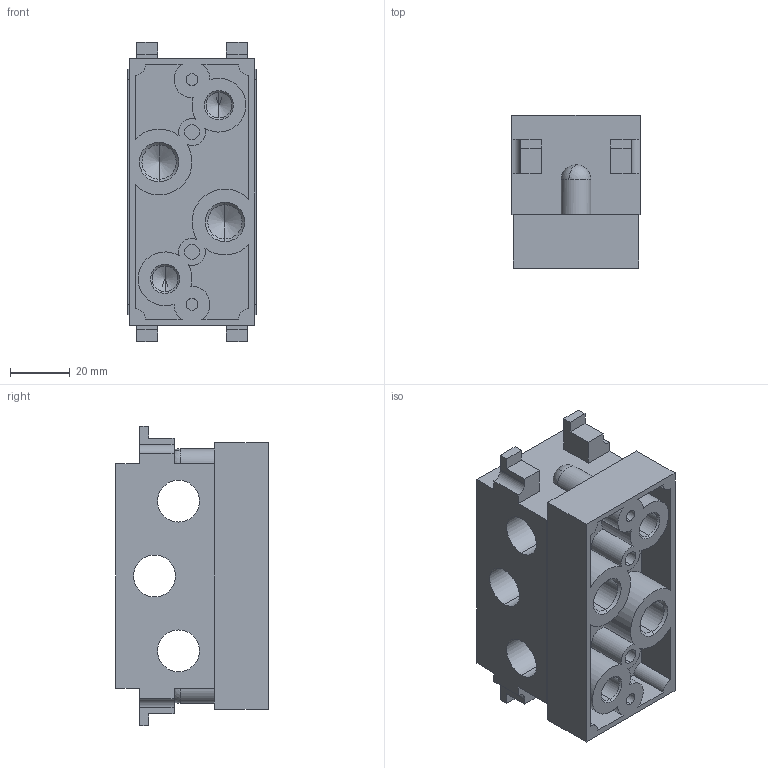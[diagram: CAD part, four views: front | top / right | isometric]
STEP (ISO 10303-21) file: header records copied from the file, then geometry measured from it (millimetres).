
FILE_DESCRIPTION (( 'STEP AP203' ), '1' );
FILE_NAME ('HM-1BG.step', '2022-04-19T17:47:05', ( '' ), ( '' ), 'SwSTEP 2.0', 'SolidWorks 2021', '' );
FILE_SCHEMA (( 'CONFIG_CONTROL_DESIGN' ));
Length unit declared in the file: millimetre
Products named in the file (1): HM-1BG
Bounding box: 43 x 51 x 100 mm (x, y, z)
Volume: 124616.1 mm3; surface area: 37999 mm2
Topology: 1 solids, 1 shells, 181 faces, 454 edges, 292 vertices
Faces by surface type: plane 85, cylinder 76, cone 16, sphere 4
Entity records: 5469 total; most frequent: DIRECTION 978, CARTESIAN_POINT 920, ORIENTED_EDGE 892, EDGE_CURVE 446, AXIS2_PLACEMENT_3D 350, VERTEX_POINT 292, VECTOR 278, LINE 278
